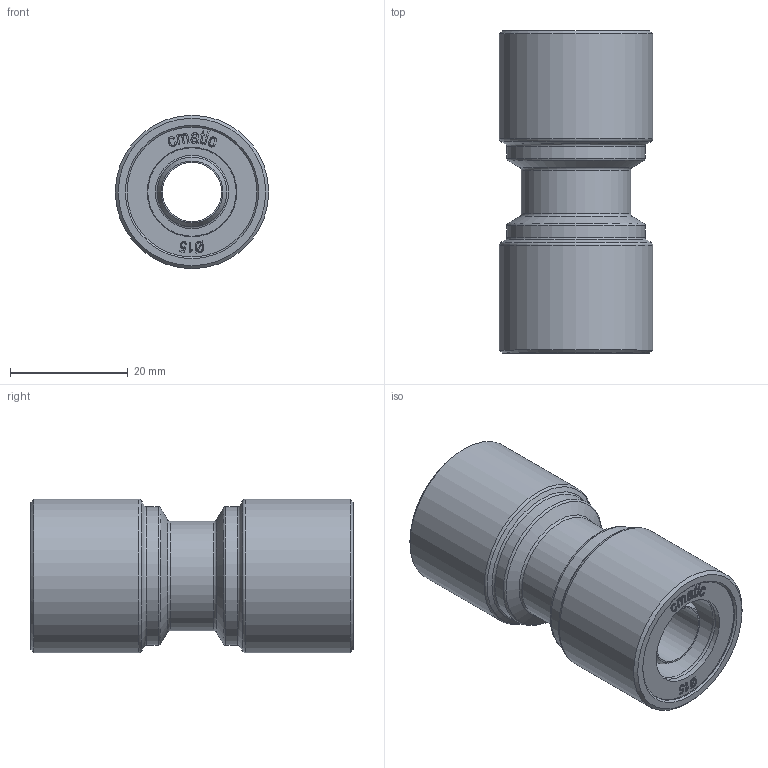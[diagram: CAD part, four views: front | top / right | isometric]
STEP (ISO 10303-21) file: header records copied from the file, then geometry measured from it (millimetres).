
FILE_DESCRIPTION(( 'MAF.26.15.15.stp' ), '1');
FILE_NAME( 'MAF.26.15.15.stp', '2021-02-19T15:25:55',( 'Sopra'),('sopra-pneumatic.com'), 'SwSTEP 2.0','SolidWorks 2009','' );
FILE_SCHEMA( ( 'CONFIG_CONTROL_DESIGN' ) );
Length unit declared in the file: millimetre
Products named in the file (1): NONE
Bounding box: 26 x 54.6 x 26 mm (x, y, z)
Volume: 17469.8 mm3; surface area: 10872.7 mm2
Topology: 1 solids, 1 shells, 326 faces, 861 edges, 571 vertices
Faces by surface type: plane 156, bspline 132, cylinder 16, torus 12, cone 10
Full cylindrical faces by diameter (mm): 10 x2, 11.5 x1, 11.8 x2, 15.18 x4, 18.5 x1, 22 x2, 23.5 x2, 26 x2
Entity records: 16300 total; most frequent: CARTESIAN_POINT 9319, ORIENTED_EDGE 1608, DIRECTION 978, EDGE_CURVE 804, VERTEX_POINT 552, LINE 492, VECTOR 492, EDGE_LOOP 400
